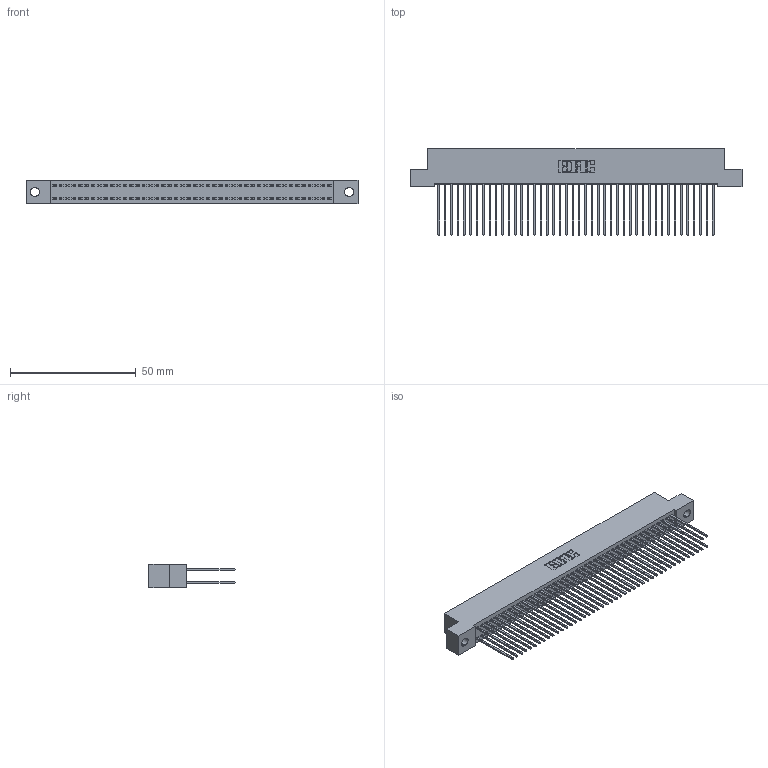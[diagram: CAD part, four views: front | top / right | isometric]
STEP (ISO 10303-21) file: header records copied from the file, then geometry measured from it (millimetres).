
FILE_DESCRIPTION (( 'STEP AP203' ), '1' );
FILE_NAME ('392-088-541-202.STEP', '2018-08-18T06:10:12', ( '' ), ( '' ), 'SwSTEP 2.0', 'SolidWorks 2016', '' );
FILE_SCHEMA (( 'CONFIG_CONTROL_DESIGN' ));
Length unit declared in the file: inch
Products named in the file (3): 345-292-001_345-293-141; 392-088-541-202; 342 Part_.128 Slot
Assembly tree (89 placements, depth 2):
  392-088-541-202
    342 Part_.128 Slot
    345-292-001_345-293-141  x88
Bounding box: 132.08 x 34.3 x 9.4 mm (x, y, z)
Volume: 12329.5 mm3; surface area: 22161.2 mm2
Topology: 89 solids, 89 shells, 4690 faces, 13951 edges, 9182 vertices
Faces by surface type: plane 3238, cylinder 1452
Entity records: 28069 total; most frequent: CARTESIAN_POINT 4650, ORIENTED_EDGE 4586, DIRECTION 3969, EDGE_CURVE 2293, LINE 2165, VECTOR 2165, VERTEX_POINT 1526, AXIS2_PLACEMENT_3D 902
